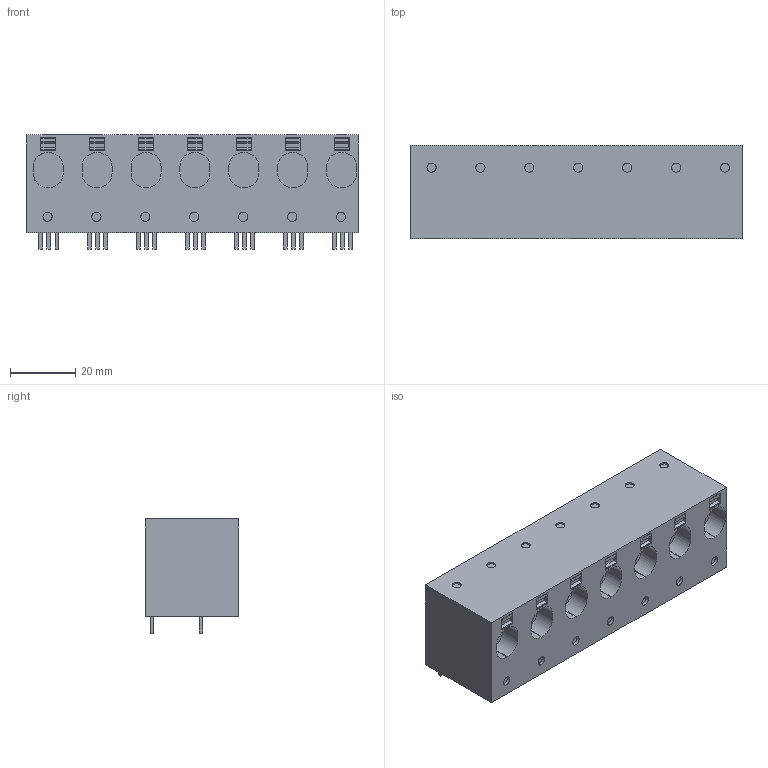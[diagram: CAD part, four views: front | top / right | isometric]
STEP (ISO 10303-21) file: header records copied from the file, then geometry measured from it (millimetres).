
FILE_DESCRIPTION(('CATIA V5 STEP Exchange','CAx-IF Rec.Pracs.--- Model Styling and Organization---1.2---2011-12-15'),'2;1');
FILE_NAME ('D1462949_0_2500600000_2500600000.stp','2018-03-29T09:57:56+00:00',('none'),('Weidmueller'),'CATIA Version 5-6 Release 2014','CATIA V5 STEP AP214','none');
FILE_SCHEMA(('AUTOMOTIVE_DESIGN { 1 0 10303 214 1 1 1 1 }'));
Length unit declared in the file: millimetre
Products named in the file (1): 2500600000
Bounding box: 101.8 x 28.55 x 35 mm (x, y, z)
Volume: 79386.2 mm3; surface area: 19859.1 mm2
Topology: 15 solids, 15 shells, 541 faces, 1458 edges, 994 vertices
Faces by surface type: plane 485, cylinder 56
Entity records: 16217 total; most frequent: CARTESIAN_POINT 2934, ORIENTED_EDGE 2916, DIRECTION 2106, EDGE_CURVE 1458, VECTOR 1346, LINE 1346, VERTEX_POINT 994, EDGE_LOOP 588
